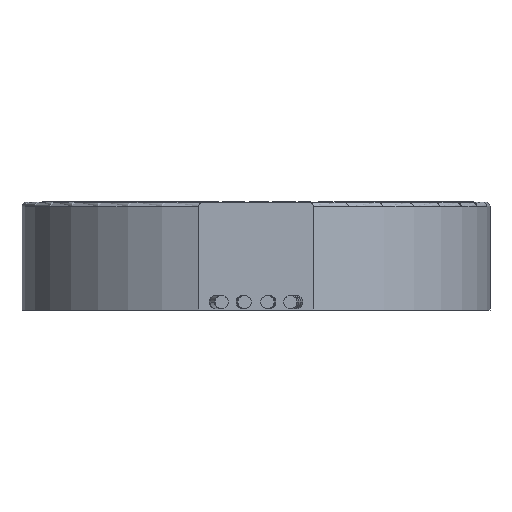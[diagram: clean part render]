
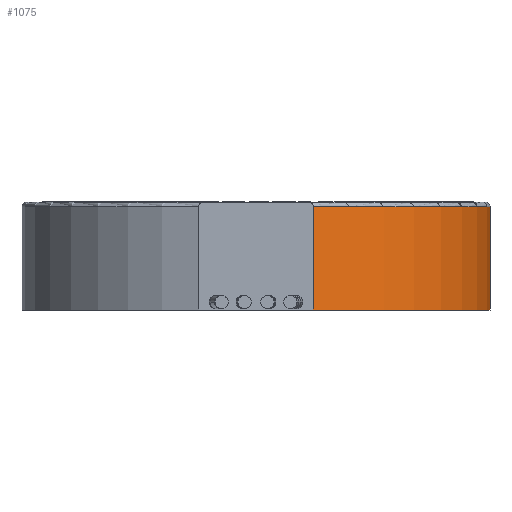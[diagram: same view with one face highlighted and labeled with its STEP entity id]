
A CAD part, front view. The second image highlights one B-rep face of the part: STEP entity #1075.
In plain terms, the highlighted cylindrical face has radius 26 mm (diameter 52 mm), a partial arc.
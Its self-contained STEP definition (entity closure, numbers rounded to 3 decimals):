
#345 = DIRECTION ( 'NONE',  ( 0., 0., 1. ) ) ;
#1075 = ADVANCED_FACE ( 'NONE', ( #1507 ), #6323, .T. ) ;
#1166 = ORIENTED_EDGE ( 'NONE', *, *, #5266, .T. ) ;
#1507 = FACE_OUTER_BOUND ( 'NONE', #15368, .T. ) ;
#1689 = VERTEX_POINT ( 'NONE', #11982 ) ;
#1949 = ORIENTED_EDGE ( 'NONE', *, *, #12924, .T. ) ;
#3222 = DIRECTION ( 'NONE',  ( 0., 0., 1. ) ) ;
#4148 = CARTESIAN_POINT ( 'NONE',  ( 26., 0., -12. ) ) ;
#5266 = EDGE_CURVE ( 'NONE', #18949, #18455, #18609, .T. ) ;
#5452 = AXIS2_PLACEMENT_3D ( 'NONE', #12804, #20928, #9592 ) ;
#5961 = ORIENTED_EDGE ( 'NONE', *, *, #15723, .F. ) ;
#6323 = CYLINDRICAL_SURFACE ( 'NONE', #18666, 26. ) ;
#6787 = CARTESIAN_POINT ( 'NONE',  ( 6.35, -25.213, -12. ) ) ;
#6821 = ORIENTED_EDGE ( 'NONE', *, *, #7860, .T. ) ;
#7005 = DIRECTION ( 'NONE',  ( 1., 0., 0. ) ) ;
#7848 = LINE ( 'NONE', #12782, #17555 ) ;
#7860 = EDGE_CURVE ( 'NONE', #18455, #1689, #20838, .T. ) ;
#9592 = DIRECTION ( 'NONE',  ( 1., 0., 0. ) ) ;
#11371 = CARTESIAN_POINT ( 'NONE',  ( 0., 0., -12. ) ) ;
#11982 = CARTESIAN_POINT ( 'NONE',  ( 6.35, -25.213, -0.5 ) ) ;
#12782 = CARTESIAN_POINT ( 'NONE',  ( 6.35, -25.213, -12. ) ) ;
#12804 = CARTESIAN_POINT ( 'NONE',  ( 0., 0., -0.5 ) ) ;
#12924 = EDGE_CURVE ( 'NONE', #19047, #18949, #17317, .T. ) ;
#14498 = CARTESIAN_POINT ( 'NONE',  ( 26., 0., -12. ) ) ;
#15368 = EDGE_LOOP ( 'NONE', ( #1949, #1166, #6821, #5961 ) ) ;
#15723 = EDGE_CURVE ( 'NONE', #19047, #1689, #7848, .T. ) ;
#16404 = CARTESIAN_POINT ( 'NONE',  ( 26., 0., -0.5 ) ) ;
#16775 = VECTOR ( 'NONE', #18509, 1000. ) ;
#17317 = CIRCLE ( 'NONE', #19025, 26. ) ;
#17555 = VECTOR ( 'NONE', #345, 1000. ) ;
#18248 = CARTESIAN_POINT ( 'NONE',  ( 0., 0., -12. ) ) ;
#18362 = DIRECTION ( 'NONE',  ( 0., 0., 1. ) ) ;
#18455 = VERTEX_POINT ( 'NONE', #16404 ) ;
#18509 = DIRECTION ( 'NONE',  ( 0., 0., 1. ) ) ;
#18609 = LINE ( 'NONE', #4148, #16775 ) ;
#18666 = AXIS2_PLACEMENT_3D ( 'NONE', #11371, #3222, #19277 ) ;
#18949 = VERTEX_POINT ( 'NONE', #14498 ) ;
#19025 = AXIS2_PLACEMENT_3D ( 'NONE', #18248, #18362, #7005 ) ;
#19047 = VERTEX_POINT ( 'NONE', #6787 ) ;
#19277 = DIRECTION ( 'NONE',  ( 1., 0., 0. ) ) ;
#20838 = CIRCLE ( 'NONE', #5452, 26. ) ;
#20928 = DIRECTION ( 'NONE',  ( 0., 0., -1. ) ) ;
